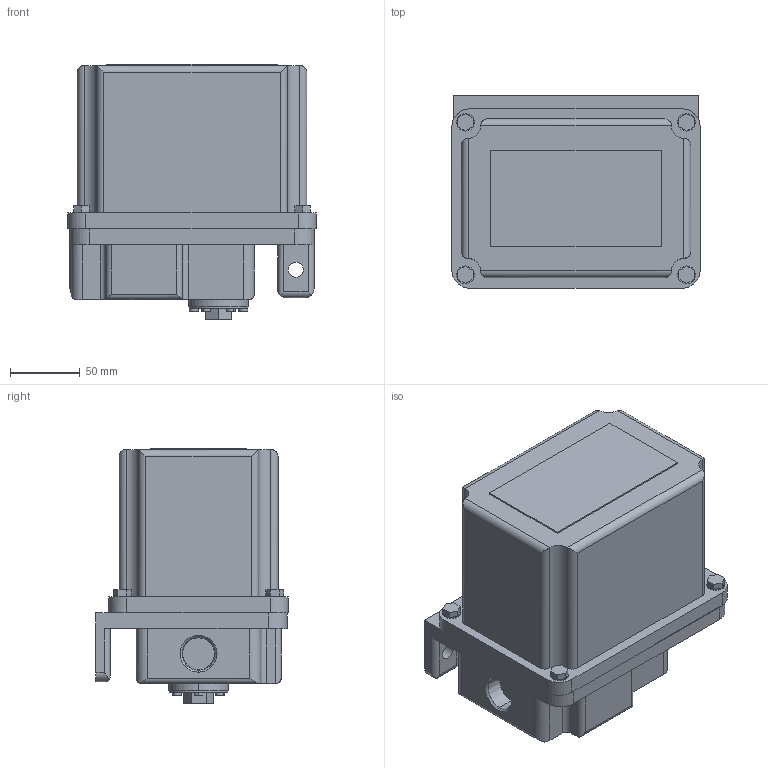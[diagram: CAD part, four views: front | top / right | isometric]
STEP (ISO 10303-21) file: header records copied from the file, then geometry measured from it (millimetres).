
FILE_DESCRIPTION(('STEP AP242'),'1');
FILE_NAME('9012gar24.stp','2021-09-27T17:15:47',('TraceParts'),('TraceParts S.A.'),'Spatial InterOp 3D',' ',' ');
FILE_SCHEMA(('AP242_MANAGED_MODEL_BASED_3D_ENGINEERING_MIM_LF {1 0 10303 442 1 1 4}'));
Length unit declared in the file: millimetre
Products named in the file (1): 9012gar24
Bounding box: 178.48 x 138.4 x 183.9 mm (x, y, z)
Volume: 2982857 mm3; surface area: 144128.5 mm2
Topology: 1 solids, 1 shells, 181 faces, 430 edges, 262 vertices
Faces by surface type: plane 105, cylinder 72, cone 4
Entity records: 6744 total; most frequent: CARTESIAN_POINT 1002, DIRECTION 934, ORIENTED_EDGE 860, EDGE_CURVE 430, AXIS2_PLACEMENT_3D 338, VERTEX_POINT 262, LINE 258, VECTOR 258
